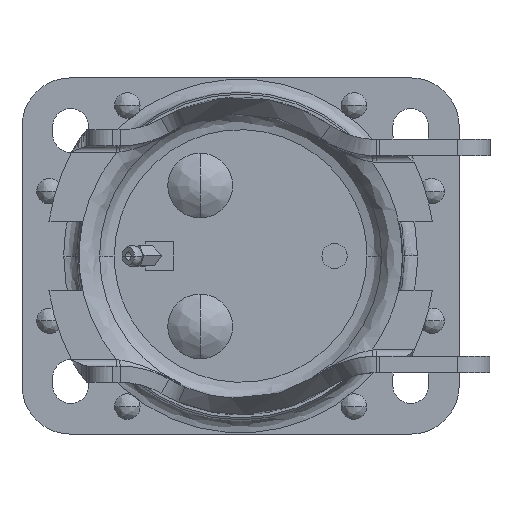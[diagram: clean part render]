
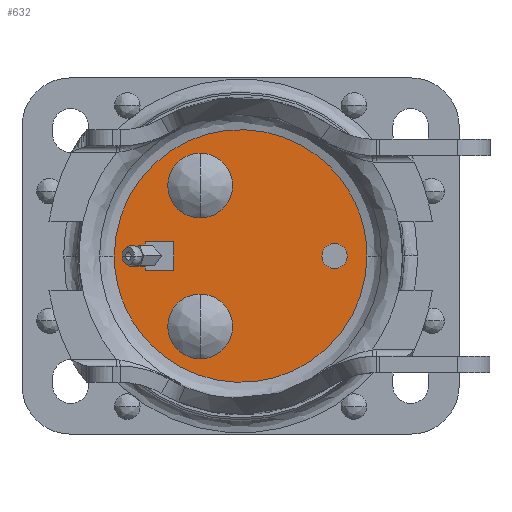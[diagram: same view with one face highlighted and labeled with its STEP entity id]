
A CAD part, front view. The second image highlights one B-rep face of the part: STEP entity #632.
In plain terms, the highlighted planar face has unit normal (0, -1, 0).
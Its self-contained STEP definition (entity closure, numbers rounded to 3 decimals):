
#54 = CARTESIAN_POINT ( 'NONE',  ( -43.701, 45.802, 0. ) ) ;
#632 = ADVANCED_FACE ( 'NONE', ( #7593, #21955, #17437, #9357, #21691 ), #23822, .F. ) ;
#872 = CARTESIAN_POINT ( 'NONE',  ( 34.299, 45.802, 0. ) ) ;
#968 = VERTEX_POINT ( 'NONE', #23085 ) ;
#1128 = ORIENTED_EDGE ( 'NONE', *, *, #1967, .F. ) ;
#1204 = CARTESIAN_POINT ( 'NONE',  ( -17.201, 45.802, 21.75 ) ) ;
#1443 = ORIENTED_EDGE ( 'NONE', *, *, #11910, .T. ) ;
#1763 = AXIS2_PLACEMENT_3D ( 'NONE', #21627, #5383, #11421 ) ;
#1967 = EDGE_CURVE ( 'NONE', #12679, #4881, #14820, .T. ) ;
#2008 = DIRECTION ( 'NONE',  ( -1., 0., 0. ) ) ;
#2255 = CIRCLE ( 'NONE', #5671, 6.1 ) ;
#2877 = CARTESIAN_POINT ( 'NONE',  ( -43.701, 45.802, 0. ) ) ;
#3109 = CARTESIAN_POINT ( 'NONE',  ( -33.601, 45.802, 0. ) ) ;
#3189 = EDGE_CURVE ( 'NONE', #4881, #12679, #23421, .T. ) ;
#3201 = EDGE_LOOP ( 'NONE', ( #25148, #8875 ) ) ;
#3251 = EDGE_CURVE ( 'NONE', #21865, #18531, #23995, .T. ) ;
#3626 = CARTESIAN_POINT ( 'NONE',  ( -29.701, 45.802, 0. ) ) ;
#3885 = EDGE_LOOP ( 'NONE', ( #17144, #6825 ) ) ;
#4066 = CARTESIAN_POINT ( 'NONE',  ( -43.701, 45.802, 78. ) ) ;
#4637 = VERTEX_POINT ( 'NONE', #5738 ) ;
#4723 = DIRECTION ( 'NONE',  ( -1., 0., 0. ) ) ;
#4782 = VERTEX_POINT ( 'NONE', #10967 ) ;
#4881 = VERTEX_POINT ( 'NONE', #9224 ) ;
#5097 = AXIS2_PLACEMENT_3D ( 'NONE', #9843, #14022, #22161 ) ;
#5383 = DIRECTION ( 'NONE',  ( 0., 1., 0. ) ) ;
#5452 = DIRECTION ( 'NONE',  ( -1., 0., 0. ) ) ;
#5540 = CARTESIAN_POINT ( 'NONE',  ( -25.801, 45.802, 0. ) ) ;
#5583 = CARTESIAN_POINT ( 'NONE',  ( -43.701, 45.802, 0. ) ) ;
#5671 = AXIS2_PLACEMENT_3D ( 'NONE', #6725, #8467, #4723 ) ;
#5738 = CARTESIAN_POINT ( 'NONE',  ( 28.199, 45.802, 0. ) ) ;
#5851 = ORIENTED_EDGE ( 'NONE', *, *, #3189, .F. ) ;
#6066 = CIRCLE ( 'NONE', #16380, 3.9 ) ;
#6725 = CARTESIAN_POINT ( 'NONE',  ( -17.201, 45.802, -21.75 ) ) ;
#6825 = ORIENTED_EDGE ( 'NONE', *, *, #15896, .T. ) ;
#7593 = FACE_OUTER_BOUND ( 'NONE', #12216, .T. ) ;
#7702 = ORIENTED_EDGE ( 'NONE', *, *, #20415, .T. ) ;
#7833 = CARTESIAN_POINT ( 'NONE',  ( 34.299, 45.802, 78. ) ) ;
#8003 = DIRECTION ( 'NONE',  ( -1., 0., 0. ) ) ;
#8306 = ORIENTED_EDGE ( 'NONE', *, *, #18543, .T. ) ;
#8467 = DIRECTION ( 'NONE',  ( 0., 1., 0. ) ) ;
#8611 = CARTESIAN_POINT ( 'NONE',  ( -17.201, 45.802, 21.75 ) ) ;
#8874 = DIRECTION ( 'NONE',  ( 0., 1., 0. ) ) ;
#8875 = ORIENTED_EDGE ( 'NONE', *, *, #24683, .T. ) ;
#8916 = CARTESIAN_POINT ( 'NONE',  ( -43.701, 45.802, -78. ) ) ;
#9057 = CARTESIAN_POINT ( 'NONE',  ( 34.299, 45.802, -78. ) ) ;
#9133 = DIRECTION ( 'NONE',  ( -1., 0., 0. ) ) ;
#9224 = CARTESIAN_POINT ( 'NONE',  ( -43.701, 45.802, 0. ) ) ;
#9278 = DIRECTION ( 'NONE',  ( -1., 0., 0. ) ) ;
#9357 = FACE_BOUND ( 'NONE', #22155, .T. ) ;
#9375 = CIRCLE ( 'NONE', #5097, 3.9 ) ;
#9843 = CARTESIAN_POINT ( 'NONE',  ( 24.299, 45.802, 0. ) ) ;
#9918 = DIRECTION ( 'NONE',  ( 0., 1., 0. ) ) ;
#10794 = VERTEX_POINT ( 'NONE', #12322 ) ;
#10967 = CARTESIAN_POINT ( 'NONE',  ( 20.399, 45.802, 0. ) ) ;
#11318 = CIRCLE ( 'NONE', #24173, 6.1 ) ;
#11421 = DIRECTION ( 'NONE',  ( -1., 0., 0. ) ) ;
#11910 = EDGE_CURVE ( 'NONE', #13626, #968, #11318, .T. ) ;
#12216 = EDGE_LOOP ( 'NONE', ( #1128, #5851 ) ) ;
#12322 = CARTESIAN_POINT ( 'NONE',  ( -11.101, 45.802, -21.75 ) ) ;
#12679 = VERTEX_POINT ( 'NONE', #25583 ) ;
#13078 = CIRCLE ( 'NONE', #21204, 3.9 ) ;
#13406 = DIRECTION ( 'NONE',  ( 0., 1., 0. ) ) ;
#13626 = VERTEX_POINT ( 'NONE', #16428 ) ;
#13977 = CARTESIAN_POINT ( 'NONE',  ( -23.301, 45.802, -21.75 ) ) ;
#14022 = DIRECTION ( 'NONE',  ( 0., 1., 0. ) ) ;
#14179 = AXIS2_PLACEMENT_3D ( 'NONE', #3626, #25756, #9278 ) ;
#14215 = AXIS2_PLACEMENT_3D ( 'NONE', #1204, #19324, #9133 ) ;
#14606 = DIRECTION ( 'NONE',  ( 0., 1., 0. ) ) ;
#14820 =( BOUNDED_CURVE ( )  B_SPLINE_CURVE ( 3, ( #872, #9057, #8916, #2877 ),
 .UNSPECIFIED., .F., .F. ) 
 B_SPLINE_CURVE_WITH_KNOTS ( ( 4, 4 ),
 ( 0., 1. ),
 .UNSPECIFIED. ) 
 CURVE ( )  GEOMETRIC_REPRESENTATION_ITEM ( )  RATIONAL_B_SPLINE_CURVE ( ( 1., 0.333, 0.333, 1. ) ) 
 REPRESENTATION_ITEM ( '' )  );
#15034 = VERTEX_POINT ( 'NONE', #13977 ) ;
#15896 = EDGE_CURVE ( 'NONE', #18531, #21865, #13078, .T. ) ;
#16380 = AXIS2_PLACEMENT_3D ( 'NONE', #18502, #14606, #8003 ) ;
#16428 = CARTESIAN_POINT ( 'NONE',  ( -11.101, 45.802, 21.75 ) ) ;
#16625 = AXIS2_PLACEMENT_3D ( 'NONE', #5583, #13406, #5452 ) ;
#17144 = ORIENTED_EDGE ( 'NONE', *, *, #3251, .T. ) ;
#17437 = FACE_BOUND ( 'NONE', #21764, .T. ) ;
#18374 = ORIENTED_EDGE ( 'NONE', *, *, #25488, .T. ) ;
#18502 = CARTESIAN_POINT ( 'NONE',  ( 24.299, 45.802, 0. ) ) ;
#18531 = VERTEX_POINT ( 'NONE', #5540 ) ;
#18543 = EDGE_CURVE ( 'NONE', #4637, #4782, #9375, .T. ) ;
#18922 = CIRCLE ( 'NONE', #14215, 6.1 ) ;
#19324 = DIRECTION ( 'NONE',  ( 0., 1., 0. ) ) ;
#20415 = EDGE_CURVE ( 'NONE', #968, #13626, #18922, .T. ) ;
#20499 = CARTESIAN_POINT ( 'NONE',  ( -29.701, 45.802, 0. ) ) ;
#21204 = AXIS2_PLACEMENT_3D ( 'NONE', #20499, #9918, #2008 ) ;
#21627 = CARTESIAN_POINT ( 'NONE',  ( -17.201, 45.802, -21.75 ) ) ;
#21691 = FACE_BOUND ( 'NONE', #3885, .T. ) ;
#21732 = EDGE_CURVE ( 'NONE', #15034, #10794, #2255, .T. ) ;
#21764 = EDGE_LOOP ( 'NONE', ( #7702, #1443 ) ) ;
#21865 = VERTEX_POINT ( 'NONE', #3109 ) ;
#21955 = FACE_BOUND ( 'NONE', #3201, .T. ) ;
#22155 = EDGE_LOOP ( 'NONE', ( #18374, #8306 ) ) ;
#22161 = DIRECTION ( 'NONE',  ( -1., 0., 0. ) ) ;
#22311 = CARTESIAN_POINT ( 'NONE',  ( 34.299, 45.802, 0. ) ) ;
#22963 = DIRECTION ( 'NONE',  ( -1., 0., 0. ) ) ;
#23085 = CARTESIAN_POINT ( 'NONE',  ( -23.301, 45.802, 21.75 ) ) ;
#23421 =( BOUNDED_CURVE ( )  B_SPLINE_CURVE ( 3, ( #54, #4066, #7833, #22311 ),
 .UNSPECIFIED., .F., .F. ) 
 B_SPLINE_CURVE_WITH_KNOTS ( ( 4, 4 ),
 ( 0., 1. ),
 .UNSPECIFIED. ) 
 CURVE ( )  GEOMETRIC_REPRESENTATION_ITEM ( )  RATIONAL_B_SPLINE_CURVE ( ( 1., 0.333, 0.333, 1. ) ) 
 REPRESENTATION_ITEM ( '' )  );
#23822 = PLANE ( 'NONE',  #16625 ) ;
#23995 = CIRCLE ( 'NONE', #14179, 3.9 ) ;
#24173 = AXIS2_PLACEMENT_3D ( 'NONE', #8611, #8874, #22963 ) ;
#24683 = EDGE_CURVE ( 'NONE', #10794, #15034, #25722, .T. ) ;
#25148 = ORIENTED_EDGE ( 'NONE', *, *, #21732, .T. ) ;
#25488 = EDGE_CURVE ( 'NONE', #4782, #4637, #6066, .T. ) ;
#25583 = CARTESIAN_POINT ( 'NONE',  ( 34.299, 45.802, 0. ) ) ;
#25722 = CIRCLE ( 'NONE', #1763, 6.1 ) ;
#25756 = DIRECTION ( 'NONE',  ( 0., 1., 0. ) ) ;
